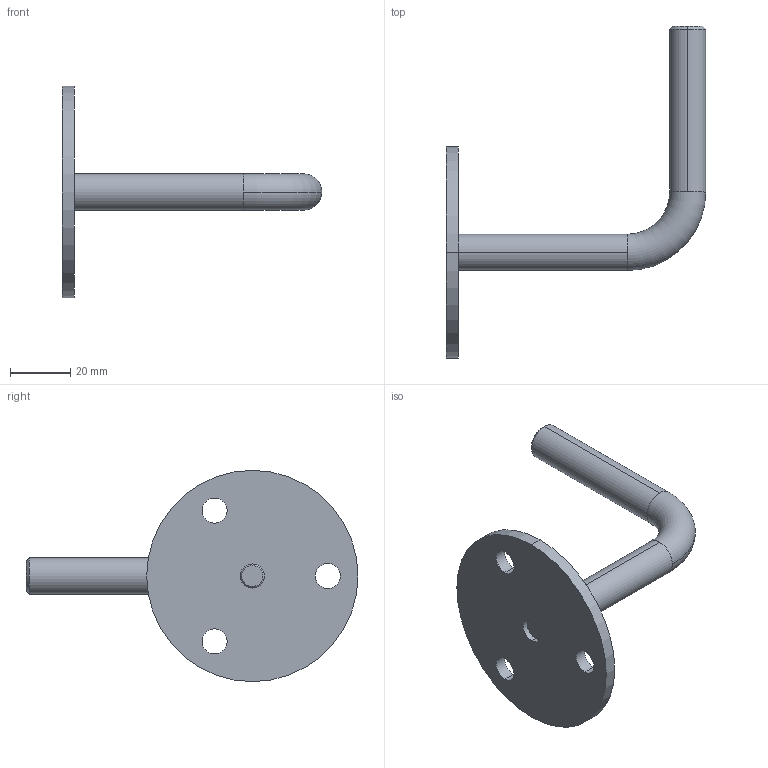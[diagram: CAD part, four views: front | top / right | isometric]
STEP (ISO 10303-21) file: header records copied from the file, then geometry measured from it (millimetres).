
FILE_DESCRIPTION (( 'STEP AP203' ), '1' );
FILE_NAME ('A_0118-371.STEP', '2022-11-21T08:07:40', ( '' ), ( '' ), 'SwSTEP 2.0', 'SolidWorks 2019', '' );
FILE_SCHEMA (( 'CONFIG_CONTROL_DESIGN' ));
Length unit declared in the file: millimetre
Products named in the file (3): A_0118-371 P1; A_0118-371; A_0118-371.P2
Assembly tree (2 placements, depth 2):
  A_0118-371
    A_0118-371 P1
    A_0118-371.P2
Bounding box: 86 x 110 x 70 mm (x, y, z)
Volume: 30751.9 mm3; surface area: 14184.7 mm2
Topology: 2 solids, 2 shells, 29 faces, 66 edges, 42 vertices
Faces by surface type: cylinder 16, cone 6, plane 5, torus 2
Entity records: 1157 total; most frequent: DIRECTION 178, CARTESIAN_POINT 142, ORIENTED_EDGE 132, AXIS2_PLACEMENT_3D 78, EDGE_CURVE 66, CIRCLE 44, VERTEX_POINT 42, EDGE_LOOP 38
